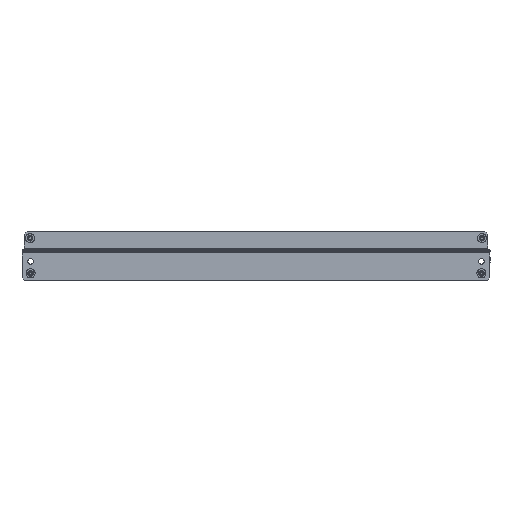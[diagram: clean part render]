
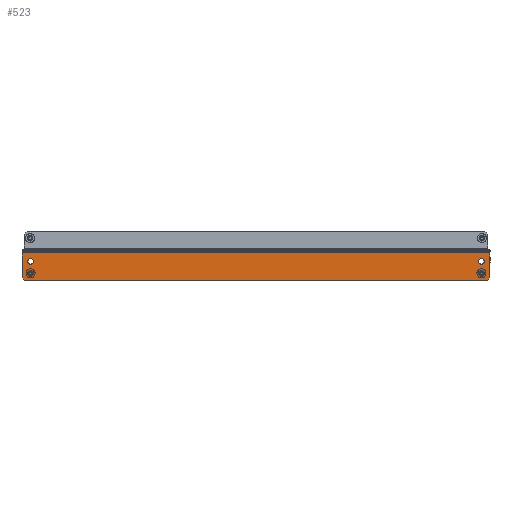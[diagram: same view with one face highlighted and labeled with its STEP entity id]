
A CAD part, left-side view. The second image highlights one B-rep face of the part: STEP entity #523.
In plain terms, the highlighted face is planar.
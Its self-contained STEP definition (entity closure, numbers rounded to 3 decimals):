
#8 = ORIENTED_EDGE ( 'NONE', *, *, #4048, .F. ) ;
#12 = VECTOR ( 'NONE', #966, 1000. ) ;
#84 = CARTESIAN_POINT ( 'NONE',  ( 8.25, -1.5, 237. ) ) ;
#86 = AXIS2_PLACEMENT_3D ( 'NONE', #2275, #2959, #4536 ) ;
#108 = VECTOR ( 'NONE', #3343, 1000. ) ;
#174 = ORIENTED_EDGE ( 'NONE', *, *, #3320, .F. ) ;
#195 = CARTESIAN_POINT ( 'NONE',  ( -4.25, -1.5, -237. ) ) ;
#247 = EDGE_LOOP ( 'NONE', ( #2759, #1770 ) ) ;
#336 = VECTOR ( 'NONE', #1184, 1000. ) ;
#343 = CIRCLE ( 'NONE', #1028, 3. ) ;
#358 = EDGE_CURVE ( 'NONE', #2447, #1791, #866, .T. ) ;
#378 = VECTOR ( 'NONE', #911, 1000. ) ;
#482 = VERTEX_POINT ( 'NONE', #3698 ) ;
#523 = ADVANCED_FACE ( 'NONE', ( #2915, #2893, #4469, #1665, #919 ), #3723, .F. ) ;
#587 = CIRCLE ( 'NONE', #2578, 3. ) ;
#686 = CARTESIAN_POINT ( 'NONE',  ( -1.25, -1.5, -237. ) ) ;
#691 = CIRCLE ( 'NONE', #1794, 3. ) ;
#851 = DIRECTION ( 'NONE',  ( 0., -1., 0. ) ) ;
#866 = CIRCLE ( 'NONE', #2114, 3. ) ;
#875 = CARTESIAN_POINT ( 'NONE',  ( -13.25, -1.5, 246. ) ) ;
#890 = CARTESIAN_POINT ( 'NONE',  ( 15.75, -1.5, 246. ) ) ;
#911 = DIRECTION ( 'NONE',  ( 0., 0., -1. ) ) ;
#919 = FACE_OUTER_BOUND ( 'NONE', #1638, .T. ) ;
#946 = CARTESIAN_POINT ( 'NONE',  ( -15.75, -1.5, 246. ) ) ;
#966 = DIRECTION ( 'NONE',  ( 1., 0., 0. ) ) ;
#1024 = AXIS2_PLACEMENT_3D ( 'NONE', #3401, #4614, #3766 ) ;
#1028 = AXIS2_PLACEMENT_3D ( 'NONE', #3685, #2883, #3269 ) ;
#1071 = EDGE_CURVE ( 'NONE', #3970, #4031, #691, .T. ) ;
#1096 = VECTOR ( 'NONE', #1674, 1000. ) ;
#1179 = VERTEX_POINT ( 'NONE', #4169 ) ;
#1184 = DIRECTION ( 'NONE',  ( 1., 0., 0. ) ) ;
#1200 = VERTEX_POINT ( 'NONE', #2181 ) ;
#1248 = CARTESIAN_POINT ( 'NONE',  ( -15.75, -1.5, -246. ) ) ;
#1276 = LINE ( 'NONE', #890, #378 ) ;
#1284 = AXIS2_PLACEMENT_3D ( 'NONE', #84, #1682, #2961 ) ;
#1309 = VERTEX_POINT ( 'NONE', #2477 ) ;
#1346 = VECTOR ( 'NONE', #3909, 1000. ) ;
#1383 = CARTESIAN_POINT ( 'NONE',  ( 12.75, -1.5, -246. ) ) ;
#1544 = CARTESIAN_POINT ( 'NONE',  ( -4.25, -1.5, 237. ) ) ;
#1574 = VERTEX_POINT ( 'NONE', #3485 ) ;
#1575 = CARTESIAN_POINT ( 'NONE',  ( -15.75, -1.5, 246. ) ) ;
#1638 = EDGE_LOOP ( 'NONE', ( #2437, #2710, #174, #3567, #4511, #3338 ) ) ;
#1665 = FACE_BOUND ( 'NONE', #1999, .T. ) ;
#1674 = DIRECTION ( 'NONE',  ( 0., 0., -1. ) ) ;
#1682 = DIRECTION ( 'NONE',  ( 0., 1., 0. ) ) ;
#1687 = ORIENTED_EDGE ( 'NONE', *, *, #3129, .F. ) ;
#1763 = CIRCLE ( 'NONE', #1024, 3. ) ;
#1770 = ORIENTED_EDGE ( 'NONE', *, *, #358, .T. ) ;
#1791 = VERTEX_POINT ( 'NONE', #2810 ) ;
#1794 = AXIS2_PLACEMENT_3D ( 'NONE', #2106, #851, #3688 ) ;
#1840 = CARTESIAN_POINT ( 'NONE',  ( 15.75, -1.5, 243. ) ) ;
#1924 = CARTESIAN_POINT ( 'NONE',  ( -13.25, -1.5, 246. ) ) ;
#1959 = DIRECTION ( 'NONE',  ( -1., 0., 0. ) ) ;
#1989 = LINE ( 'NONE', #1575, #336 ) ;
#1999 = EDGE_LOOP ( 'NONE', ( #3281, #2515 ) ) ;
#2020 = LINE ( 'NONE', #4275, #1346 ) ;
#2029 = AXIS2_PLACEMENT_3D ( 'NONE', #195, #4962, #3005 ) ;
#2106 = CARTESIAN_POINT ( 'NONE',  ( 8.25, -1.5, -237. ) ) ;
#2114 = AXIS2_PLACEMENT_3D ( 'NONE', #1544, #3561, #1959 ) ;
#2177 = CIRCLE ( 'NONE', #86, 3. ) ;
#2181 = CARTESIAN_POINT ( 'NONE',  ( -7.25, -1.5, -237. ) ) ;
#2253 = LINE ( 'NONE', #1840, #108 ) ;
#2275 = CARTESIAN_POINT ( 'NONE',  ( 8.25, -1.5, -237. ) ) ;
#2416 = VERTEX_POINT ( 'NONE', #1383 ) ;
#2437 = ORIENTED_EDGE ( 'NONE', *, *, #2462, .F. ) ;
#2447 = VERTEX_POINT ( 'NONE', #2466 ) ;
#2462 = EDGE_CURVE ( 'NONE', #1179, #482, #1276, .T. ) ;
#2466 = CARTESIAN_POINT ( 'NONE',  ( -1.25, -1.5, 237. ) ) ;
#2477 = CARTESIAN_POINT ( 'NONE',  ( -13.25, -1.5, -246. ) ) ;
#2492 = DIRECTION ( 'NONE',  ( 0., 1., 0. ) ) ;
#2515 = ORIENTED_EDGE ( 'NONE', *, *, #4204, .T. ) ;
#2520 = DIRECTION ( 'NONE',  ( -1., 0., 0. ) ) ;
#2540 = DIRECTION ( 'NONE',  ( 0., 1., 0. ) ) ;
#2578 = AXIS2_PLACEMENT_3D ( 'NONE', #2926, #2540, #3657 ) ;
#2656 = VERTEX_POINT ( 'NONE', #686 ) ;
#2710 = ORIENTED_EDGE ( 'NONE', *, *, #4290, .T. ) ;
#2712 = EDGE_LOOP ( 'NONE', ( #8, #3152 ) ) ;
#2759 = ORIENTED_EDGE ( 'NONE', *, *, #3730, .T. ) ;
#2774 = EDGE_CURVE ( 'NONE', #2416, #482, #2020, .T. ) ;
#2810 = CARTESIAN_POINT ( 'NONE',  ( -7.25, -1.5, 237. ) ) ;
#2883 = DIRECTION ( 'NONE',  ( 0., -1., 0. ) ) ;
#2893 = FACE_BOUND ( 'NONE', #3222, .T. ) ;
#2915 = FACE_BOUND ( 'NONE', #2712, .T. ) ;
#2926 = CARTESIAN_POINT ( 'NONE',  ( 8.25, -1.5, 237. ) ) ;
#2959 = DIRECTION ( 'NONE',  ( 0., -1., 0. ) ) ;
#2961 = DIRECTION ( 'NONE',  ( -1., 0., 0. ) ) ;
#2975 = EDGE_CURVE ( 'NONE', #1574, #4810, #587, .T. ) ;
#2994 = CARTESIAN_POINT ( 'NONE',  ( 12.75, -1.5, 246. ) ) ;
#3005 = DIRECTION ( 'NONE',  ( -1., 0., 0. ) ) ;
#3021 = CIRCLE ( 'NONE', #2029, 3. ) ;
#3129 = EDGE_CURVE ( 'NONE', #4031, #3970, #2177, .T. ) ;
#3152 = ORIENTED_EDGE ( 'NONE', *, *, #4299, .F. ) ;
#3222 = EDGE_LOOP ( 'NONE', ( #4494, #1687 ) ) ;
#3269 = DIRECTION ( 'NONE',  ( -1., 0., 0. ) ) ;
#3281 = ORIENTED_EDGE ( 'NONE', *, *, #2975, .T. ) ;
#3320 = EDGE_CURVE ( 'NONE', #4767, #4642, #1989, .T. ) ;
#3338 = ORIENTED_EDGE ( 'NONE', *, *, #2774, .T. ) ;
#3343 = DIRECTION ( 'NONE',  ( -0.707, 0., 0.707 ) ) ;
#3346 = EDGE_CURVE ( 'NONE', #4767, #1309, #3629, .T. ) ;
#3401 = CARTESIAN_POINT ( 'NONE',  ( -4.25, -1.5, 237. ) ) ;
#3485 = CARTESIAN_POINT ( 'NONE',  ( 5.25, -1.5, 237. ) ) ;
#3561 = DIRECTION ( 'NONE',  ( 0., 1., 0. ) ) ;
#3567 = ORIENTED_EDGE ( 'NONE', *, *, #3346, .T. ) ;
#3629 = LINE ( 'NONE', #875, #1096 ) ;
#3657 = DIRECTION ( 'NONE',  ( -1., 0., 0. ) ) ;
#3685 = CARTESIAN_POINT ( 'NONE',  ( -4.25, -1.5, -237. ) ) ;
#3688 = DIRECTION ( 'NONE',  ( -1., 0., 0. ) ) ;
#3698 = CARTESIAN_POINT ( 'NONE',  ( 15.75, -1.5, -243. ) ) ;
#3723 = PLANE ( 'NONE',  #4101 ) ;
#3730 = EDGE_CURVE ( 'NONE', #1791, #2447, #1763, .T. ) ;
#3766 = DIRECTION ( 'NONE',  ( -1., 0., 0. ) ) ;
#3909 = DIRECTION ( 'NONE',  ( 0.707, 0., 0.707 ) ) ;
#3970 = VERTEX_POINT ( 'NONE', #5062 ) ;
#4031 = VERTEX_POINT ( 'NONE', #4065 ) ;
#4048 = EDGE_CURVE ( 'NONE', #1200, #2656, #343, .T. ) ;
#4065 = CARTESIAN_POINT ( 'NONE',  ( 11.25, -1.5, -237. ) ) ;
#4095 = CIRCLE ( 'NONE', #1284, 3. ) ;
#4101 = AXIS2_PLACEMENT_3D ( 'NONE', #946, #2492, #2520 ) ;
#4110 = EDGE_CURVE ( 'NONE', #1309, #2416, #4886, .T. ) ;
#4169 = CARTESIAN_POINT ( 'NONE',  ( 15.75, -1.5, 243. ) ) ;
#4204 = EDGE_CURVE ( 'NONE', #4810, #1574, #4095, .T. ) ;
#4275 = CARTESIAN_POINT ( 'NONE',  ( 12.75, -1.5, -246. ) ) ;
#4290 = EDGE_CURVE ( 'NONE', #1179, #4642, #2253, .T. ) ;
#4299 = EDGE_CURVE ( 'NONE', #2656, #1200, #3021, .T. ) ;
#4469 = FACE_BOUND ( 'NONE', #247, .T. ) ;
#4494 = ORIENTED_EDGE ( 'NONE', *, *, #1071, .F. ) ;
#4511 = ORIENTED_EDGE ( 'NONE', *, *, #4110, .T. ) ;
#4536 = DIRECTION ( 'NONE',  ( -1., 0., 0. ) ) ;
#4614 = DIRECTION ( 'NONE',  ( 0., 1., 0. ) ) ;
#4642 = VERTEX_POINT ( 'NONE', #2994 ) ;
#4659 = CARTESIAN_POINT ( 'NONE',  ( 11.25, -1.5, 237. ) ) ;
#4767 = VERTEX_POINT ( 'NONE', #1924 ) ;
#4810 = VERTEX_POINT ( 'NONE', #4659 ) ;
#4886 = LINE ( 'NONE', #1248, #12 ) ;
#4962 = DIRECTION ( 'NONE',  ( 0., -1., 0. ) ) ;
#5062 = CARTESIAN_POINT ( 'NONE',  ( 5.25, -1.5, -237. ) ) ;
